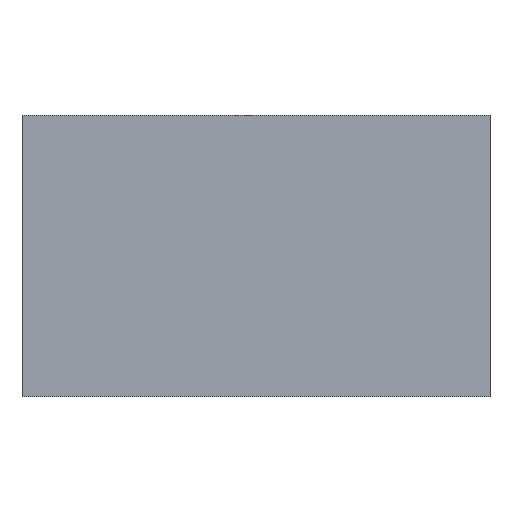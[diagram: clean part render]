
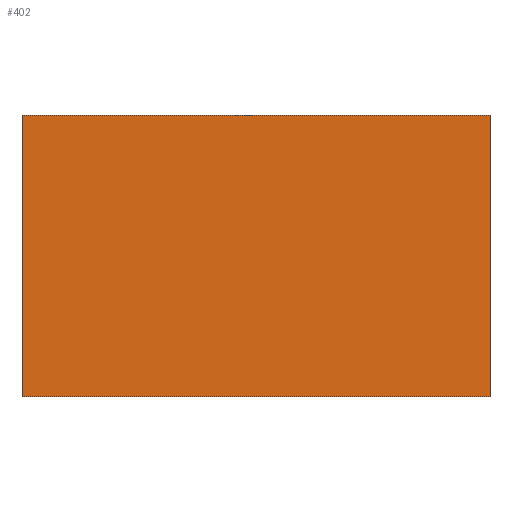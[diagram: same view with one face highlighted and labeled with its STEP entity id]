
A CAD part, front view. The second image highlights one B-rep face of the part: STEP entity #402.
In plain terms, the highlighted planar face has unit normal (0, -1, 0).
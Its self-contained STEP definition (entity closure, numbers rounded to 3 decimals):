
#5 = EDGE_CURVE ( 'NONE', #416, #226, #264, .T. ) ;
#27 = DIRECTION ( 'NONE',  ( 0., 0., -1. ) ) ;
#37 = CARTESIAN_POINT ( 'NONE',  ( 16.602, -17.943, 20. ) ) ;
#58 = CARTESIAN_POINT ( 'NONE',  ( -16.602, -17.943, 20. ) ) ;
#62 = ORIENTED_EDGE ( 'NONE', *, *, #5, .F. ) ;
#72 = CARTESIAN_POINT ( 'NONE',  ( 0., -17.943, 20. ) ) ;
#78 = CARTESIAN_POINT ( 'NONE',  ( -16.602, -17.943, 0. ) ) ;
#79 = CARTESIAN_POINT ( 'NONE',  ( 16.602, -17.943, 20. ) ) ;
#115 = LINE ( 'NONE', #465, #427 ) ;
#148 = VECTOR ( 'NONE', #500, 1000. ) ;
#177 = DIRECTION ( 'NONE',  ( 0., 0., -1. ) ) ;
#186 = LINE ( 'NONE', #72, #220 ) ;
#190 = FACE_OUTER_BOUND ( 'NONE', #409, .T. ) ;
#195 = EDGE_CURVE ( 'NONE', #226, #514, #336, .T. ) ;
#220 = VECTOR ( 'NONE', #352, 1000. ) ;
#221 = CARTESIAN_POINT ( 'NONE',  ( 16.602, -17.943, 0. ) ) ;
#226 = VERTEX_POINT ( 'NONE', #221 ) ;
#252 = EDGE_CURVE ( 'NONE', #315, #514, #115, .T. ) ;
#254 = CARTESIAN_POINT ( 'NONE',  ( 0., -17.943, 0. ) ) ;
#256 = AXIS2_PLACEMENT_3D ( 'NONE', #397, #263, #435 ) ;
#263 = DIRECTION ( 'NONE',  ( 0., -1., 0. ) ) ;
#264 = LINE ( 'NONE', #79, #519 ) ;
#315 = VERTEX_POINT ( 'NONE', #58 ) ;
#336 = LINE ( 'NONE', #254, #148 ) ;
#352 = DIRECTION ( 'NONE',  ( -1., 0., 0. ) ) ;
#377 = ORIENTED_EDGE ( 'NONE', *, *, #252, .T. ) ;
#393 = PLANE ( 'NONE',  #256 ) ;
#397 = CARTESIAN_POINT ( 'NONE',  ( 0., -17.943, 20. ) ) ;
#399 = ORIENTED_EDGE ( 'NONE', *, *, #478, .T. ) ;
#402 = ADVANCED_FACE ( 'NONE', ( #190 ), #393, .T. ) ;
#409 = EDGE_LOOP ( 'NONE', ( #431, #62, #399, #377 ) ) ;
#416 = VERTEX_POINT ( 'NONE', #37 ) ;
#427 = VECTOR ( 'NONE', #177, 1000. ) ;
#431 = ORIENTED_EDGE ( 'NONE', *, *, #195, .F. ) ;
#435 = DIRECTION ( 'NONE',  ( 0., 0., -1. ) ) ;
#465 = CARTESIAN_POINT ( 'NONE',  ( -16.602, -17.943, 20. ) ) ;
#478 = EDGE_CURVE ( 'NONE', #416, #315, #186, .T. ) ;
#500 = DIRECTION ( 'NONE',  ( -1., 0., 0. ) ) ;
#514 = VERTEX_POINT ( 'NONE', #78 ) ;
#519 = VECTOR ( 'NONE', #27, 1000. ) ;
